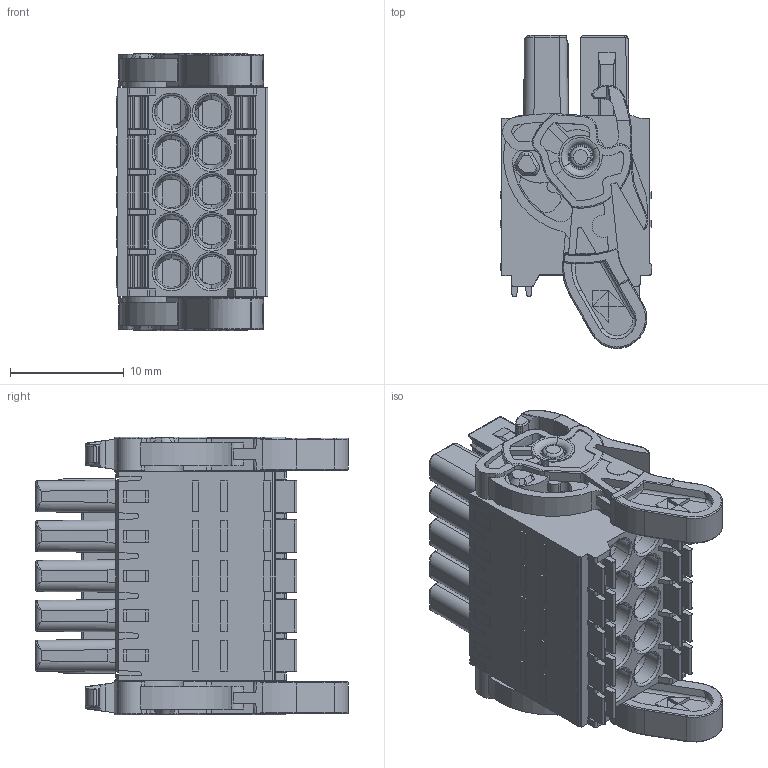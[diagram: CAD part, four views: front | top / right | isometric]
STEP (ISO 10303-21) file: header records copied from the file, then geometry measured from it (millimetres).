
FILE_DESCRIPTION((''),'2;1');
FILE_NAME('TLPSDL-010-1','2024-09-25T16:38:13',('sheji109'),(''),'CREO PARAMETRIC BY PTC INC, 2018100','CREO PARAMETRIC BY PTC INC, 2018100','');
FILE_SCHEMA(('CONFIG_CONTROL_DESIGN'));
Products named in the file (1): TLPSDL-010-1
Bounding box: 13.34 x 27.5 x 24.4 mm (x, y, z)
Volume: 4551.3 mm3; surface area: 4272.3 mm2
Topology: 1 solids, 1 shells, 2148 faces, 5858 edges, 3785 vertices
Faces by surface type: plane 1181, cylinder 581, torus 180, bspline 116, cone 84, sphere 6
Entity records: 73544 total; most frequent: CARTESIAN_POINT 19711, ORIENTED_EDGE 11708, DIRECTION 10749, EDGE_CURVE 5854, VERTEX_POINT 3785, AXIS2_PLACEMENT_3D 3600, VECTOR 3549, LINE 3549
